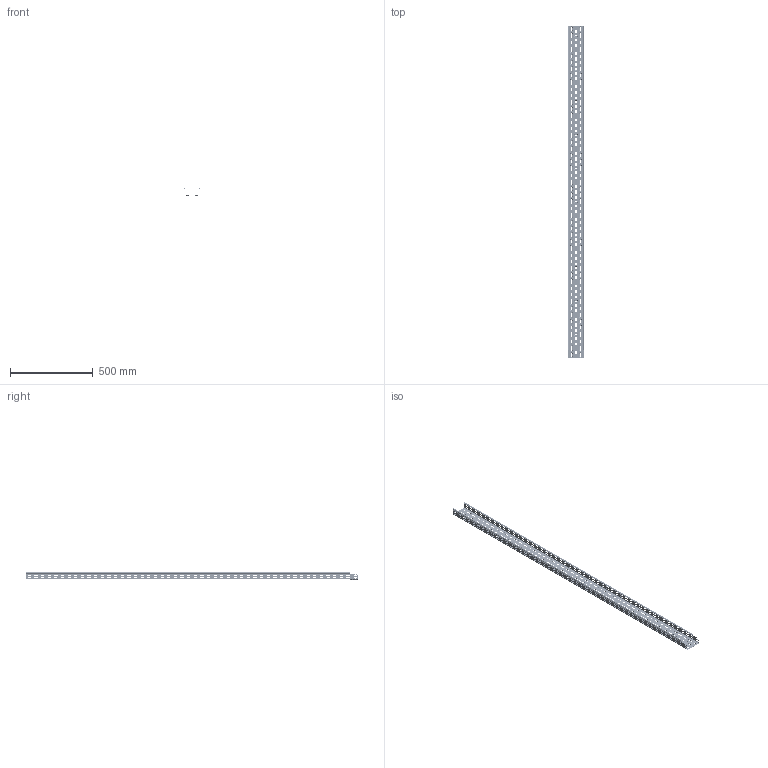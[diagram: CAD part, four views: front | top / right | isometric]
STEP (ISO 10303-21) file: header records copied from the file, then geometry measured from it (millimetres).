
FILE_DESCRIPTION(/* description */ (''),/* implementation_level */ '2;1');
FILE_NAME(/* name */ 'KGL100H42_2.stp',/* time_stamp */ '2020-03-24T14:55:31+01:00',/* author */ ('stanislaw.luczak'),/* organization */ (''),/* preprocessor_version */ 'ST-DEVELOPER v18',/* originating_system */ 'Autodesk Inventor 2020',/* authorisation */ '');
FILE_SCHEMA (('AUTOMOTIVE_DESIGN { 1 0 10303 214 3 1 1 }'));
Products named in the file (1): KGL100H42_2
Bounding box: 101.4 x 2000 x 43.53 mm (x, y, z)
Volume: 245519.6 mm3; surface area: 718852.5 mm2
Topology: 3 solids, 3 shells, 5470 faces, 13727 edges, 8598 vertices
Faces by surface type: plane 2252, cylinder 1921, torus 841, cone 422, bspline 34
Full cylindrical faces by diameter (mm): 11 x10
Entity records: 166347 total; most frequent: DIRECTION 30220, CARTESIAN_POINT 29436, ORIENTED_EDGE 27454, EDGE_CURVE 13727, AXIS2_PLACEMENT_3D 11102, VERTEX_POINT 8598, LINE 8016, VECTOR 8016
